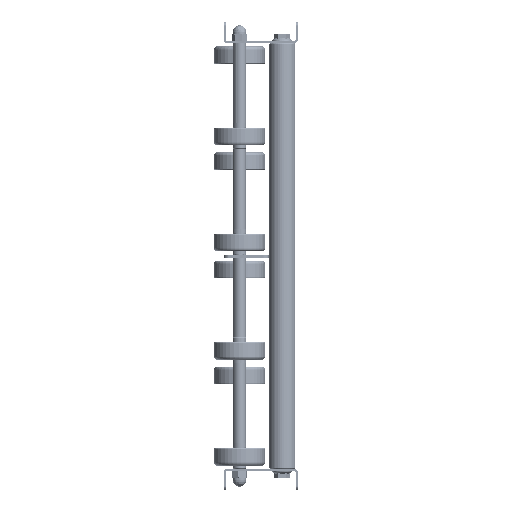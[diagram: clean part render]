
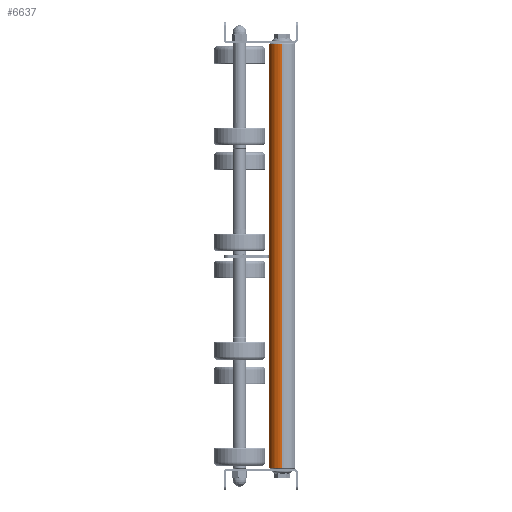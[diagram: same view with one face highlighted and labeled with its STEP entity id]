
A CAD part, left-side view. The second image highlights one B-rep face of the part: STEP entity #6637.
In plain terms, the highlighted cylindrical face has radius 12.5 mm (diameter 25 mm), a partial arc.
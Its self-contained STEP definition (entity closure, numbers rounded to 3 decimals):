
#213 = DIRECTION ( 'NONE',  ( 0., 0., -1. ) ) ;
#2799 = AXIS2_PLACEMENT_3D ( 'NONE', #35181, #8892, #213 ) ;
#5509 = LINE ( 'NONE', #19858, #11251 ) ;
#6587 = CIRCLE ( 'NONE', #2799, 12.5 ) ;
#6637 = ADVANCED_FACE ( 'NONE', ( #7911 ), #16611, .T. ) ;
#6882 = CARTESIAN_POINT ( 'NONE',  ( 399., 0., 12.5 ) ) ;
#7911 = FACE_OUTER_BOUND ( 'NONE', #33019, .T. ) ;
#8372 = CARTESIAN_POINT ( 'NONE',  ( 1., 0., 12.5 ) ) ;
#8892 = DIRECTION ( 'NONE',  ( 1., 0., 0. ) ) ;
#9380 = ORIENTED_EDGE ( 'NONE', *, *, #28546, .T. ) ;
#9788 = VERTEX_POINT ( 'NONE', #6882 ) ;
#10012 = AXIS2_PLACEMENT_3D ( 'NONE', #25496, #10988, #19536 ) ;
#10236 = CARTESIAN_POINT ( 'NONE',  ( 399., 0., -12.5 ) ) ;
#10988 = DIRECTION ( 'NONE',  ( -1., 0., 0. ) ) ;
#11251 = VECTOR ( 'NONE', #31640, 1000. ) ;
#12915 = VERTEX_POINT ( 'NONE', #37113 ) ;
#14994 = VERTEX_POINT ( 'NONE', #8372 ) ;
#15500 = ORIENTED_EDGE ( 'NONE', *, *, #34423, .T. ) ;
#16205 = LINE ( 'NONE', #25610, #29895 ) ;
#16611 = CYLINDRICAL_SURFACE ( 'NONE', #10012, 12.5 ) ;
#16649 = DIRECTION ( 'NONE',  ( 0., 0., -1. ) ) ;
#19536 = DIRECTION ( 'NONE',  ( 0., 0., 1. ) ) ;
#19858 = CARTESIAN_POINT ( 'NONE',  ( 400., 0., -12.5 ) ) ;
#19944 = DIRECTION ( 'NONE',  ( -1., 0., 0. ) ) ;
#20309 = CIRCLE ( 'NONE', #32636, 12.5 ) ;
#20451 = ORIENTED_EDGE ( 'NONE', *, *, #31327, .F. ) ;
#25496 = CARTESIAN_POINT ( 'NONE',  ( 400., 0., 0. ) ) ;
#25610 = CARTESIAN_POINT ( 'NONE',  ( 400., 0., 12.5 ) ) ;
#27722 = ORIENTED_EDGE ( 'NONE', *, *, #32273, .T. ) ;
#28546 = EDGE_CURVE ( 'NONE', #37824, #12915, #5509, .T. ) ;
#29002 = CARTESIAN_POINT ( 'NONE',  ( 399., 0., 0. ) ) ;
#29895 = VECTOR ( 'NONE', #37398, 1000. ) ;
#31327 = EDGE_CURVE ( 'NONE', #9788, #14994, #16205, .T. ) ;
#31640 = DIRECTION ( 'NONE',  ( -1., 0., 0. ) ) ;
#32273 = EDGE_CURVE ( 'NONE', #12915, #14994, #6587, .T. ) ;
#32636 = AXIS2_PLACEMENT_3D ( 'NONE', #29002, #19944, #16649 ) ;
#33019 = EDGE_LOOP ( 'NONE', ( #15500, #9380, #27722, #20451 ) ) ;
#34423 = EDGE_CURVE ( 'NONE', #9788, #37824, #20309, .T. ) ;
#35181 = CARTESIAN_POINT ( 'NONE',  ( 1., 0., 0. ) ) ;
#37113 = CARTESIAN_POINT ( 'NONE',  ( 1., 0., -12.5 ) ) ;
#37398 = DIRECTION ( 'NONE',  ( -1., 0., 0. ) ) ;
#37824 = VERTEX_POINT ( 'NONE', #10236 ) ;
